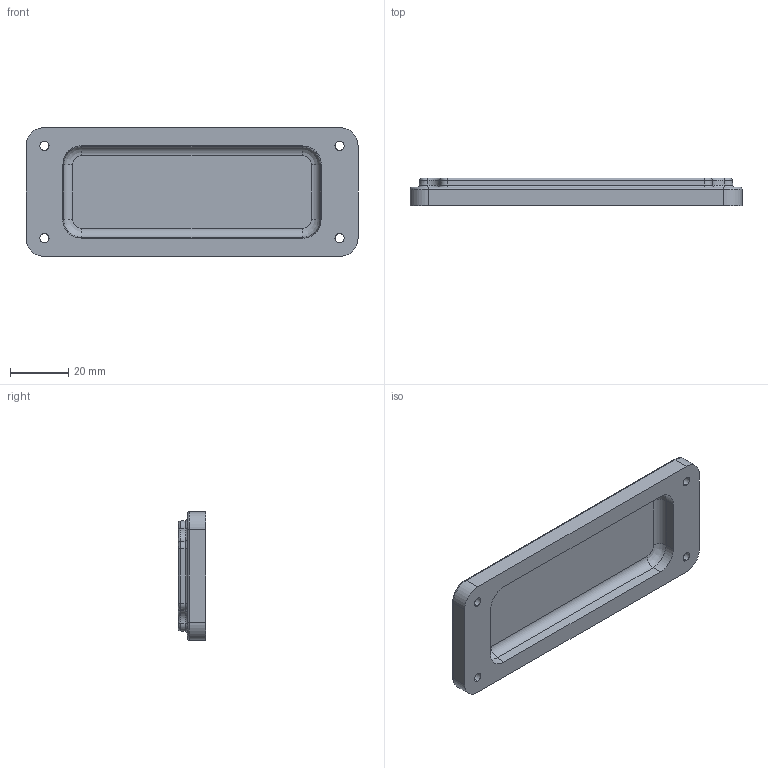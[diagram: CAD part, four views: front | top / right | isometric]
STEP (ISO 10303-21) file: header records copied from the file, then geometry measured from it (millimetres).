
FILE_DESCRIPTION (( 'STEP AP214' ), '1' );
FILE_NAME ('Cover Plate.STEP', '2017-12-07T20:51:27', ( 'Doc' ), ( '' ), 'SwSTEP 2.0', 'SolidWorks 2017', '' );
FILE_SCHEMA (( 'AUTOMOTIVE_DESIGN' ));
Length unit declared in the file: inch
Products named in the file (1): Cover Plate
Bounding box: 114.3 x 9.53 x 44.45 mm (x, y, z)
Volume: 27133.6 mm3; surface area: 13893.1 mm2
Topology: 1 solids, 1 shells, 98 faces, 230 edges, 136 vertices
Faces by surface type: cylinder 38, bspline 28, torus 16, plane 16
Entity records: 4242 total; most frequent: CARTESIAN_POINT 2129, ORIENTED_EDGE 460, DIRECTION 416, EDGE_CURVE 230, AXIS2_PLACEMENT_3D 175, VERTEX_POINT 136, EDGE_LOOP 108, CIRCLE 104
